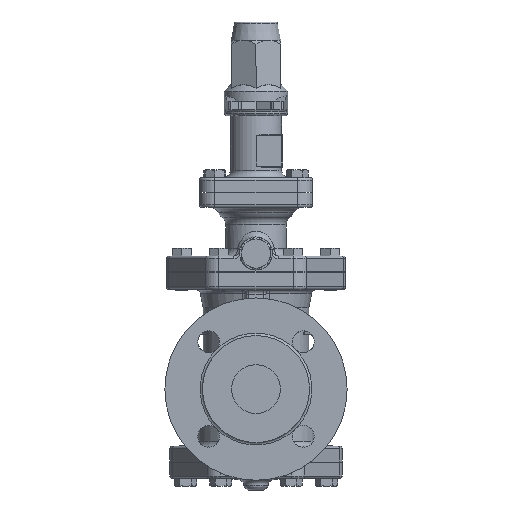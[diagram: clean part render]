
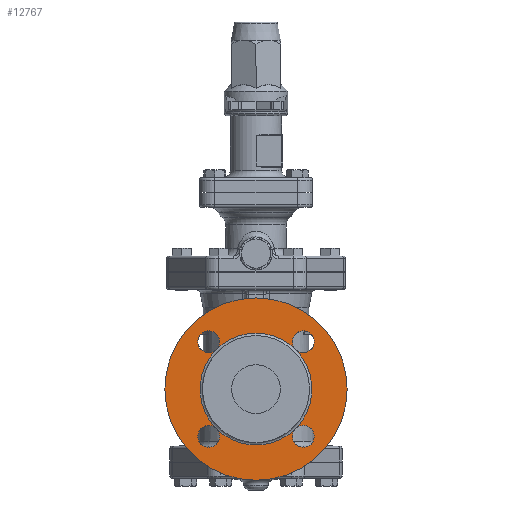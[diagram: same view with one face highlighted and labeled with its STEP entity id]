
A CAD part, left-side view. The second image highlights one B-rep face of the part: STEP entity #12767.
In plain terms, the highlighted planar face has unit normal (-1, 0, 0).
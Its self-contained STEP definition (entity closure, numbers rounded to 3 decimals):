
#2451=PLANE('',#14134);
#2639=FACE_BOUND('',#4421,.T.);
#3430=FACE_OUTER_BOUND('',#4420,.T.);
#4420=EDGE_LOOP('',(#11643));
#4421=EDGE_LOOP('',(#11644,#11645,#11646,#11647,#11648,#11649,#11650,#11651));
#5108=CIRCLE('',#14129,46.);
#5109=CIRCLE('',#14130,46.);
#5110=CIRCLE('',#14131,46.);
#5111=CIRCLE('',#14132,46.);
#5113=CIRCLE('',#14135,75.);
#5114=CIRCLE('',#14136,9.);
#5115=CIRCLE('',#14137,9.);
#5116=CIRCLE('',#14138,9.);
#5117=CIRCLE('',#14139,9.);
#6282=VERTEX_POINT('',#35427);
#6283=VERTEX_POINT('',#35428);
#6284=VERTEX_POINT('',#35430);
#6285=VERTEX_POINT('',#35432);
#6287=VERTEX_POINT('',#35438);
#8085=EDGE_CURVE('',#6282,#6283,#5108,.T.);
#8086=EDGE_CURVE('',#6283,#6284,#5109,.T.);
#8087=EDGE_CURVE('',#6284,#6285,#5110,.T.);
#8088=EDGE_CURVE('',#6285,#6282,#5111,.T.);
#8090=EDGE_CURVE('',#6287,#6287,#5113,.T.);
#8091=EDGE_CURVE('',#6285,#6285,#5114,.T.);
#8092=EDGE_CURVE('',#6284,#6284,#5115,.T.);
#8093=EDGE_CURVE('',#6283,#6283,#5116,.T.);
#8094=EDGE_CURVE('',#6282,#6282,#5117,.T.);
#11643=ORIENTED_EDGE('',*,*,#8090,.F.);
#11644=ORIENTED_EDGE('',*,*,#8091,.F.);
#11645=ORIENTED_EDGE('',*,*,#8087,.F.);
#11646=ORIENTED_EDGE('',*,*,#8092,.F.);
#11647=ORIENTED_EDGE('',*,*,#8086,.F.);
#11648=ORIENTED_EDGE('',*,*,#8093,.F.);
#11649=ORIENTED_EDGE('',*,*,#8085,.F.);
#11650=ORIENTED_EDGE('',*,*,#8094,.F.);
#11651=ORIENTED_EDGE('',*,*,#8088,.F.);
#12767=ADVANCED_FACE('',(#3430,#2639),#2451,.F.);
#14129=AXIS2_PLACEMENT_3D('',#35429,#17496,#17497);
#14130=AXIS2_PLACEMENT_3D('',#35431,#17498,#17499);
#14131=AXIS2_PLACEMENT_3D('',#35433,#17500,#17501);
#14132=AXIS2_PLACEMENT_3D('',#35434,#17502,#17503);
#14134=AXIS2_PLACEMENT_3D('',#35437,#17506,#17507);
#14135=AXIS2_PLACEMENT_3D('',#35439,#17508,#17509);
#14136=AXIS2_PLACEMENT_3D('',#35440,#17510,#17511);
#14137=AXIS2_PLACEMENT_3D('',#35441,#17512,#17513);
#14138=AXIS2_PLACEMENT_3D('',#35442,#17514,#17515);
#14139=AXIS2_PLACEMENT_3D('',#35443,#17516,#17517);
#17496=DIRECTION('center_axis',(-1.,0.,0.));
#17497=DIRECTION('ref_axis',(0.,0.,-1.));
#17498=DIRECTION('center_axis',(-1.,0.,0.));
#17499=DIRECTION('ref_axis',(0.,0.,-1.));
#17500=DIRECTION('center_axis',(-1.,0.,0.));
#17501=DIRECTION('ref_axis',(0.,0.,-1.));
#17502=DIRECTION('center_axis',(-1.,0.,0.));
#17503=DIRECTION('ref_axis',(0.,0.,-1.));
#17506=DIRECTION('center_axis',(1.,0.,0.));
#17507=DIRECTION('ref_axis',(0.,0.,-1.));
#17508=DIRECTION('center_axis',(1.,0.,0.));
#17509=DIRECTION('ref_axis',(0.,0.,-1.));
#17510=DIRECTION('center_axis',(-1.,0.,0.));
#17511=DIRECTION('ref_axis',(0.,-1.,0.));
#17512=DIRECTION('center_axis',(-1.,0.,0.));
#17513=DIRECTION('ref_axis',(0.,0.,
-1.));
#17514=DIRECTION('center_axis',(-1.,0.,0.));
#17515=DIRECTION('ref_axis',(0.,1.,0.));
#17516=DIRECTION('center_axis',(-1.,0.,0.));
#17517=DIRECTION('ref_axis',(0.,0.,1.));
#35427=CARTESIAN_POINT('',(-98.,-32.527,92.527));
#35428=CARTESIAN_POINT('',(-98.,32.527,92.527));
#35429=CARTESIAN_POINT('Origin',(-98.,0.,60.));
#35430=CARTESIAN_POINT('',(-98.,32.527,27.473));
#35431=CARTESIAN_POINT('Origin',(-98.,0.,60.));
#35432=CARTESIAN_POINT('',(-98.,-32.527,27.473));
#35433=CARTESIAN_POINT('Origin',(-98.,0.,60.));
#35434=CARTESIAN_POINT('Origin',(-98.,0.,60.));
#35437=CARTESIAN_POINT('Origin',(-98.,0.,60.));
#35438=CARTESIAN_POINT('',(-98.,0.,135.));
#35439=CARTESIAN_POINT('Origin',(-98.,0.,60.));
#35440=CARTESIAN_POINT('Origin',(-98.,-38.891,21.109));
#35441=CARTESIAN_POINT('Origin',(-98.,38.891,21.109));
#35442=CARTESIAN_POINT('Origin',(-98.,38.891,98.891));
#35443=CARTESIAN_POINT('Origin',(-98.,-38.891,98.891));
